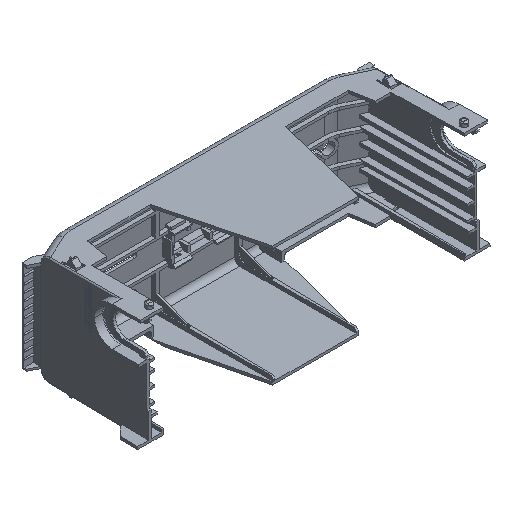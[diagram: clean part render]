
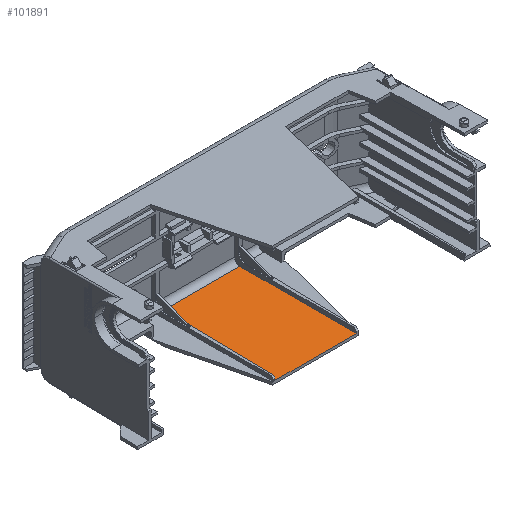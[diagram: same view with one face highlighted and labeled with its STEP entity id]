
A CAD part, isometric view. The second image highlights one B-rep face of the part: STEP entity #101891.
In plain terms, the highlighted planar face has unit normal (0, -0.009, 1).
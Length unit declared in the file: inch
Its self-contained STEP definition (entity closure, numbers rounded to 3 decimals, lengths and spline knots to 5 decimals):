
#6729 = CARTESIAN_POINT ( 'NONE',  ( -2.73766, -0.05374, -1.79207 ) ) ;
#9196 = VECTOR ( 'NONE', #63612, 39.37008 ) ;
#11489 = VERTEX_POINT ( 'NONE', #44313 ) ;
#13109 = CARTESIAN_POINT ( 'NONE',  ( 1.14309, 3.26909, -1.76307 ) ) ;
#15364 = LINE ( 'NONE', #63332, #45110 ) ;
#19963 = EDGE_LOOP ( 'NONE', ( #86647, #44810, #23527, #24467 ) ) ;
#23527 = ORIENTED_EDGE ( 'NONE', *, *, #94615, .F. ) ;
#24467 = ORIENTED_EDGE ( 'NONE', *, *, #93816, .F. ) ;
#31749 = DIRECTION ( 'NONE',  ( 0.009, 1., 0.009 ) ) ;
#32656 = DIRECTION ( 'NONE',  ( 1., 0., 0. ) ) ;
#32875 = VECTOR ( 'NONE', #32656, 39.37008 ) ;
#33361 = VECTOR ( 'NONE', #31749, 39.37008 ) ;
#44313 = CARTESIAN_POINT ( 'NONE',  ( -1.17209, -0.05374, -1.79207 ) ) ;
#44810 = ORIENTED_EDGE ( 'NONE', *, *, #49792, .F. ) ;
#45110 = VECTOR ( 'NONE', #72003, 39.37008 ) ;
#45849 = LINE ( 'NONE', #6729, #32875 ) ;
#47047 = CARTESIAN_POINT ( 'NONE',  ( 1.14309, 3.26909, -1.76307 ) ) ;
#47935 = VERTEX_POINT ( 'NONE', #101928 ) ;
#49116 = CARTESIAN_POINT ( 'NONE',  ( -1.17209, -0.05374, -1.79207 ) ) ;
#49603 = CARTESIAN_POINT ( 'NONE',  ( -3.73031, 3.50325, -1.76103 ) ) ;
#49792 = EDGE_CURVE ( 'NONE', #64062, #78694, #69876, .T. ) ;
#61699 = FACE_OUTER_BOUND ( 'NONE', #19963, .T. ) ;
#63332 = CARTESIAN_POINT ( 'NONE',  ( -3.73031, 3.26909, -1.76307 ) ) ;
#63612 = DIRECTION ( 'NONE',  ( 0.009, -1., -0.009 ) ) ;
#64062 = VERTEX_POINT ( 'NONE', #13109 ) ;
#65812 = PLANE ( 'NONE',  #80433 ) ;
#66919 = LINE ( 'NONE', #49116, #33361 ) ;
#69876 = LINE ( 'NONE', #47047, #9196 ) ;
#72003 = DIRECTION ( 'NONE',  ( 1., 0., 0. ) ) ;
#78694 = VERTEX_POINT ( 'NONE', #97552 ) ;
#80433 = AXIS2_PLACEMENT_3D ( 'NONE', #49603, #82485, #81775 ) ;
#81775 = DIRECTION ( 'NONE',  ( 0., 1., 0.009 ) ) ;
#82485 = DIRECTION ( 'NONE',  ( 0., 0.009, -1. ) ) ;
#86647 = ORIENTED_EDGE ( 'NONE', *, *, #88784, .T. ) ;
#88784 = EDGE_CURVE ( 'NONE', #11489, #78694, #45849, .T. ) ;
#93816 = EDGE_CURVE ( 'NONE', #11489, #47935, #66919, .T. ) ;
#94615 = EDGE_CURVE ( 'NONE', #47935, #64062, #15364, .T. ) ;
#97552 = CARTESIAN_POINT ( 'NONE',  ( 1.17209, -0.05374, -1.79207 ) ) ;
#101891 = ADVANCED_FACE ( 'NONE', ( #61699 ), #65812, .F. ) ;
#101928 = CARTESIAN_POINT ( 'NONE',  ( -1.14309, 3.26909, -1.76307 ) ) ;
